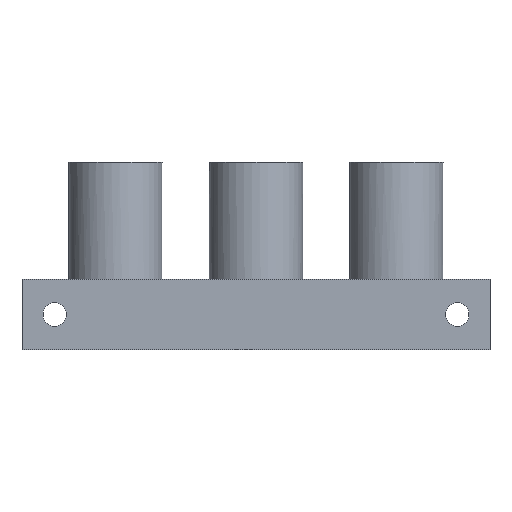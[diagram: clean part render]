
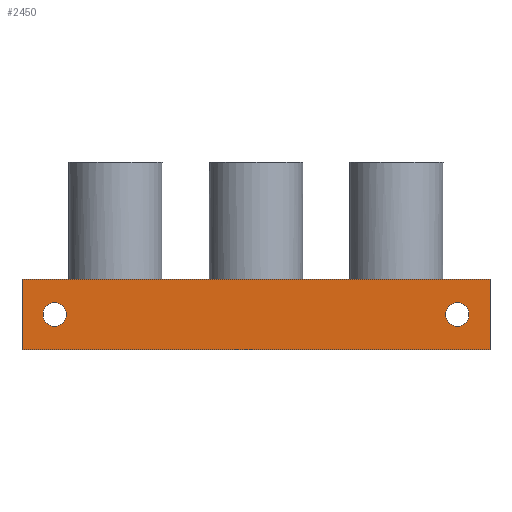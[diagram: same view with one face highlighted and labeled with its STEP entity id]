
A CAD part, front view. The second image highlights one B-rep face of the part: STEP entity #2450.
In plain terms, the highlighted planar face has unit normal (0, -1, 0).
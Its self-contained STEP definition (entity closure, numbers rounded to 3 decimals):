
#131 = PLANE('',#132);
#132 = AXIS2_PLACEMENT_3D('',#133,#134,#135);
#133 = CARTESIAN_POINT('',(57.071,52.071,0.));
#134 = DIRECTION('',(0.,0.,-1.));
#135 = DIRECTION('',(-1.,0.,0.));
#1209 = PLANE('',#1210);
#1210 = AXIS2_PLACEMENT_3D('',#1211,#1212,#1213);
#1211 = CARTESIAN_POINT('',(0.,0.,15.));
#1212 = DIRECTION('',(0.,0.,1.));
#1213 = DIRECTION('',(1.,0.,0.));
#1987 = VERTEX_POINT('',#1988);
#1988 = CARTESIAN_POINT('',(0.,0.,15.));
#2002 = PLANE('',#2003);
#2003 = AXIS2_PLACEMENT_3D('',#2004,#2005,#2006);
#2004 = CARTESIAN_POINT('',(0.,0.,0.));
#2005 = DIRECTION('',(1.,0.,0.));
#2006 = DIRECTION('',(0.,0.,1.));
#2014 = EDGE_CURVE('',#1987,#2015,#2017,.T.);
#2015 = VERTEX_POINT('',#2016);
#2016 = CARTESIAN_POINT('',(100.,0.,15.));
#2017 = SURFACE_CURVE('',#2018,(#2022,#2029),.PCURVE_S1.);
#2018 = LINE('',#2019,#2020);
#2019 = CARTESIAN_POINT('',(0.,0.,15.));
#2020 = VECTOR('',#2021,1.);
#2021 = DIRECTION('',(1.,0.,0.));
#2022 = PCURVE('',#1209,#2023);
#2023 = DEFINITIONAL_REPRESENTATION('',(#2024),#2028);
#2024 = LINE('',#2025,#2026);
#2025 = CARTESIAN_POINT('',(0.,0.));
#2026 = VECTOR('',#2027,1.);
#2027 = DIRECTION('',(1.,0.));
#2028 = ( GEOMETRIC_REPRESENTATION_CONTEXT(2) 
PARAMETRIC_REPRESENTATION_CONTEXT() REPRESENTATION_CONTEXT('2D SPACE',''
  ) );
#2029 = PCURVE('',#2030,#2035);
#2030 = PLANE('',#2031);
#2031 = AXIS2_PLACEMENT_3D('',#2032,#2033,#2034);
#2032 = CARTESIAN_POINT('',(0.,0.,0.));
#2033 = DIRECTION('',(0.,1.,0.));
#2034 = DIRECTION('',(0.,0.,1.));
#2035 = DEFINITIONAL_REPRESENTATION('',(#2036),#2040);
#2036 = LINE('',#2037,#2038);
#2037 = CARTESIAN_POINT('',(15.,0.));
#2038 = VECTOR('',#2039,1.);
#2039 = DIRECTION('',(0.,1.));
#2040 = ( GEOMETRIC_REPRESENTATION_CONTEXT(2) 
PARAMETRIC_REPRESENTATION_CONTEXT() REPRESENTATION_CONTEXT('2D SPACE',''
  ) );
#2058 = PLANE('',#2059);
#2059 = AXIS2_PLACEMENT_3D('',#2060,#2061,#2062);
#2060 = CARTESIAN_POINT('',(100.,0.,0.));
#2061 = DIRECTION('',(1.,0.,0.));
#2062 = DIRECTION('',(0.,0.,1.));
#2360 = EDGE_CURVE('',#2361,#2015,#2363,.T.);
#2361 = VERTEX_POINT('',#2362);
#2362 = CARTESIAN_POINT('',(100.,0.,0.));
#2363 = SURFACE_CURVE('',#2364,(#2368,#2375),.PCURVE_S1.);
#2364 = LINE('',#2365,#2366);
#2365 = CARTESIAN_POINT('',(100.,0.,0.));
#2366 = VECTOR('',#2367,1.);
#2367 = DIRECTION('',(0.,0.,1.));
#2368 = PCURVE('',#2058,#2369);
#2369 = DEFINITIONAL_REPRESENTATION('',(#2370),#2374);
#2370 = LINE('',#2371,#2372);
#2371 = CARTESIAN_POINT('',(0.,0.));
#2372 = VECTOR('',#2373,1.);
#2373 = DIRECTION('',(1.,0.));
#2374 = ( GEOMETRIC_REPRESENTATION_CONTEXT(2) 
PARAMETRIC_REPRESENTATION_CONTEXT() REPRESENTATION_CONTEXT('2D SPACE',''
  ) );
#2375 = PCURVE('',#2030,#2376);
#2376 = DEFINITIONAL_REPRESENTATION('',(#2377),#2381);
#2377 = LINE('',#2378,#2379);
#2378 = CARTESIAN_POINT('',(0.,100.));
#2379 = VECTOR('',#2380,1.);
#2380 = DIRECTION('',(1.,0.));
#2381 = ( GEOMETRIC_REPRESENTATION_CONTEXT(2) 
PARAMETRIC_REPRESENTATION_CONTEXT() REPRESENTATION_CONTEXT('2D SPACE',''
  ) );
#2450 = ADVANCED_FACE('',(#2451,#2499,#2530),#2030,.F.);
#2451 = FACE_BOUND('',#2452,.F.);
#2452 = EDGE_LOOP('',(#2453,#2476,#2497,#2498));
#2453 = ORIENTED_EDGE('',*,*,#2454,.F.);
#2454 = EDGE_CURVE('',#2455,#2361,#2457,.T.);
#2455 = VERTEX_POINT('',#2456);
#2456 = CARTESIAN_POINT('',(0.,0.,0.));
#2457 = SURFACE_CURVE('',#2458,(#2462,#2469),.PCURVE_S1.);
#2458 = LINE('',#2459,#2460);
#2459 = CARTESIAN_POINT('',(0.,0.,0.));
#2460 = VECTOR('',#2461,1.);
#2461 = DIRECTION('',(1.,0.,0.));
#2462 = PCURVE('',#2030,#2463);
#2463 = DEFINITIONAL_REPRESENTATION('',(#2464),#2468);
#2464 = LINE('',#2465,#2466);
#2465 = CARTESIAN_POINT('',(0.,0.));
#2466 = VECTOR('',#2467,1.);
#2467 = DIRECTION('',(0.,1.));
#2468 = ( GEOMETRIC_REPRESENTATION_CONTEXT(2) 
PARAMETRIC_REPRESENTATION_CONTEXT() REPRESENTATION_CONTEXT('2D SPACE',''
  ) );
#2469 = PCURVE('',#131,#2470);
#2470 = DEFINITIONAL_REPRESENTATION('',(#2471),#2475);
#2471 = LINE('',#2472,#2473);
#2472 = CARTESIAN_POINT('',(57.071,-52.071));
#2473 = VECTOR('',#2474,1.);
#2474 = DIRECTION('',(-1.,0.));
#2475 = ( GEOMETRIC_REPRESENTATION_CONTEXT(2) 
PARAMETRIC_REPRESENTATION_CONTEXT() REPRESENTATION_CONTEXT('2D SPACE',''
  ) );
#2476 = ORIENTED_EDGE('',*,*,#2477,.T.);
#2477 = EDGE_CURVE('',#2455,#1987,#2478,.T.);
#2478 = SURFACE_CURVE('',#2479,(#2483,#2490),.PCURVE_S1.);
#2479 = LINE('',#2480,#2481);
#2480 = CARTESIAN_POINT('',(0.,0.,0.));
#2481 = VECTOR('',#2482,1.);
#2482 = DIRECTION('',(0.,0.,1.));
#2483 = PCURVE('',#2030,#2484);
#2484 = DEFINITIONAL_REPRESENTATION('',(#2485),#2489);
#2485 = LINE('',#2486,#2487);
#2486 = CARTESIAN_POINT('',(0.,0.));
#2487 = VECTOR('',#2488,1.);
#2488 = DIRECTION('',(1.,0.));
#2489 = ( GEOMETRIC_REPRESENTATION_CONTEXT(2) 
PARAMETRIC_REPRESENTATION_CONTEXT() REPRESENTATION_CONTEXT('2D SPACE',''
  ) );
#2490 = PCURVE('',#2002,#2491);
#2491 = DEFINITIONAL_REPRESENTATION('',(#2492),#2496);
#2492 = LINE('',#2493,#2494);
#2493 = CARTESIAN_POINT('',(0.,0.));
#2494 = VECTOR('',#2495,1.);
#2495 = DIRECTION('',(1.,0.));
#2496 = ( GEOMETRIC_REPRESENTATION_CONTEXT(2) 
PARAMETRIC_REPRESENTATION_CONTEXT() REPRESENTATION_CONTEXT('2D SPACE',''
  ) );
#2497 = ORIENTED_EDGE('',*,*,#2014,.T.);
#2498 = ORIENTED_EDGE('',*,*,#2360,.F.);
#2499 = FACE_BOUND('',#2500,.F.);
#2500 = EDGE_LOOP('',(#2501));
#2501 = ORIENTED_EDGE('',*,*,#2502,.F.);
#2502 = EDGE_CURVE('',#2503,#2503,#2505,.T.);
#2503 = VERTEX_POINT('',#2504);
#2504 = CARTESIAN_POINT('',(95.5,0.,7.5));
#2505 = SURFACE_CURVE('',#2506,(#2511,#2518),.PCURVE_S1.);
#2506 = CIRCLE('',#2507,2.5);
#2507 = AXIS2_PLACEMENT_3D('',#2508,#2509,#2510);
#2508 = CARTESIAN_POINT('',(93.,0.,7.5));
#2509 = DIRECTION('',(0.,1.,0.));
#2510 = DIRECTION('',(1.,0.,0.));
#2511 = PCURVE('',#2030,#2512);
#2512 = DEFINITIONAL_REPRESENTATION('',(#2513),#2517);
#2513 = CIRCLE('',#2514,2.5);
#2514 = AXIS2_PLACEMENT_2D('',#2515,#2516);
#2515 = CARTESIAN_POINT('',(7.5,93.));
#2516 = DIRECTION('',(0.,1.));
#2517 = ( GEOMETRIC_REPRESENTATION_CONTEXT(2) 
PARAMETRIC_REPRESENTATION_CONTEXT() REPRESENTATION_CONTEXT('2D SPACE',''
  ) );
#2518 = PCURVE('',#2519,#2524);
#2519 = CYLINDRICAL_SURFACE('',#2520,2.5);
#2520 = AXIS2_PLACEMENT_3D('',#2521,#2522,#2523);
#2521 = CARTESIAN_POINT('',(93.,-1.,7.5));
#2522 = DIRECTION('',(0.,1.,0.));
#2523 = DIRECTION('',(1.,0.,0.));
#2524 = DEFINITIONAL_REPRESENTATION('',(#2525),#2529);
#2525 = LINE('',#2526,#2527);
#2526 = CARTESIAN_POINT('',(0.,1.));
#2527 = VECTOR('',#2528,1.);
#2528 = DIRECTION('',(1.,0.));
#2529 = ( GEOMETRIC_REPRESENTATION_CONTEXT(2) 
PARAMETRIC_REPRESENTATION_CONTEXT() REPRESENTATION_CONTEXT('2D SPACE',''
  ) );
#2530 = FACE_BOUND('',#2531,.F.);
#2531 = EDGE_LOOP('',(#2532));
#2532 = ORIENTED_EDGE('',*,*,#2533,.F.);
#2533 = EDGE_CURVE('',#2534,#2534,#2536,.T.);
#2534 = VERTEX_POINT('',#2535);
#2535 = CARTESIAN_POINT('',(9.5,0.,7.5));
#2536 = SURFACE_CURVE('',#2537,(#2542,#2549),.PCURVE_S1.);
#2537 = CIRCLE('',#2538,2.5);
#2538 = AXIS2_PLACEMENT_3D('',#2539,#2540,#2541);
#2539 = CARTESIAN_POINT('',(7.,0.,7.5));
#2540 = DIRECTION('',(0.,1.,0.));
#2541 = DIRECTION('',(1.,0.,0.));
#2542 = PCURVE('',#2030,#2543);
#2543 = DEFINITIONAL_REPRESENTATION('',(#2544),#2548);
#2544 = CIRCLE('',#2545,2.5);
#2545 = AXIS2_PLACEMENT_2D('',#2546,#2547);
#2546 = CARTESIAN_POINT('',(7.5,7.));
#2547 = DIRECTION('',(0.,1.));
#2548 = ( GEOMETRIC_REPRESENTATION_CONTEXT(2) 
PARAMETRIC_REPRESENTATION_CONTEXT() REPRESENTATION_CONTEXT('2D SPACE',''
  ) );
#2549 = PCURVE('',#2550,#2555);
#2550 = CYLINDRICAL_SURFACE('',#2551,2.5);
#2551 = AXIS2_PLACEMENT_3D('',#2552,#2553,#2554);
#2552 = CARTESIAN_POINT('',(7.,-1.,7.5));
#2553 = DIRECTION('',(0.,1.,0.));
#2554 = DIRECTION('',(1.,0.,0.));
#2555 = DEFINITIONAL_REPRESENTATION('',(#2556),#2560);
#2556 = LINE('',#2557,#2558);
#2557 = CARTESIAN_POINT('',(0.,1.));
#2558 = VECTOR('',#2559,1.);
#2559 = DIRECTION('',(1.,0.));
#2560 = ( GEOMETRIC_REPRESENTATION_CONTEXT(2) 
PARAMETRIC_REPRESENTATION_CONTEXT() REPRESENTATION_CONTEXT('2D SPACE',''
  ) );
